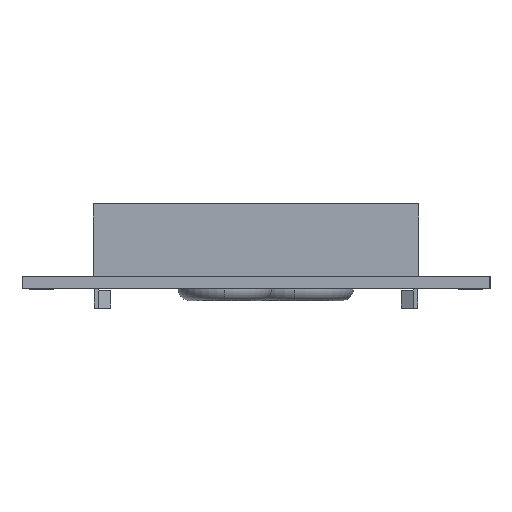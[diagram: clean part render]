
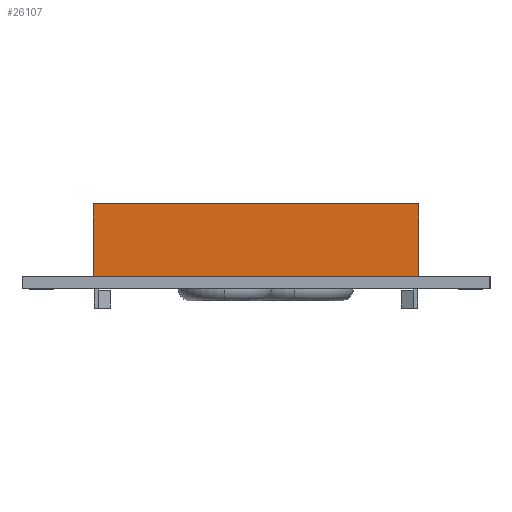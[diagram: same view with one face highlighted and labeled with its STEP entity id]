
A CAD part, left-side view. The second image highlights one B-rep face of the part: STEP entity #26107.
In plain terms, the highlighted planar face has unit normal (-1, 0, 0).
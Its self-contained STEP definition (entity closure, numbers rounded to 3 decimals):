
#616 = DIRECTION ( 'NONE',  ( 0., -1., 0. ) ) ;
#812 = VECTOR ( 'NONE', #19275, 1000. ) ;
#978 = LINE ( 'NONE', #23716, #21755 ) ;
#1167 = CARTESIAN_POINT ( 'NONE',  ( -43.65, 20.85, 1.6 ) ) ;
#2207 = LINE ( 'NONE', #13456, #12267 ) ;
#3530 = CARTESIAN_POINT ( 'NONE',  ( -43.65, 20.85, 1.6 ) ) ;
#3975 = EDGE_CURVE ( 'NONE', #16301, #5735, #2207, .T. ) ;
#5438 = DIRECTION ( 'NONE',  ( 0., 0., -1. ) ) ;
#5735 = VERTEX_POINT ( 'NONE', #13014 ) ;
#6156 = LINE ( 'NONE', #1167, #812 ) ;
#7280 = EDGE_CURVE ( 'NONE', #23325, #5735, #6156, .T. ) ;
#8544 = ORIENTED_EDGE ( 'NONE', *, *, #19402, .T. ) ;
#8618 = DIRECTION ( 'NONE',  ( 1., 0., 0. ) ) ;
#8966 = ORIENTED_EDGE ( 'NONE', *, *, #3975, .F. ) ;
#9974 = VECTOR ( 'NONE', #616, 1000. ) ;
#10611 = LINE ( 'NONE', #14636, #9974 ) ;
#12267 = VECTOR ( 'NONE', #5438, 1000. ) ;
#12886 = EDGE_CURVE ( 'NONE', #20011, #16301, #10611, .T. ) ;
#13014 = CARTESIAN_POINT ( 'NONE',  ( -43.65, -20.85, 1.6 ) ) ;
#13456 = CARTESIAN_POINT ( 'NONE',  ( -43.65, -20.85, 10.91 ) ) ;
#14636 = CARTESIAN_POINT ( 'NONE',  ( -43.65, 20.85, 10.91 ) ) ;
#14784 = ORIENTED_EDGE ( 'NONE', *, *, #12886, .F. ) ;
#15553 = FACE_OUTER_BOUND ( 'NONE', #25215, .T. ) ;
#16301 = VERTEX_POINT ( 'NONE', #18016 ) ;
#18016 = CARTESIAN_POINT ( 'NONE',  ( -43.65, -20.85, 10.91 ) ) ;
#18462 = CARTESIAN_POINT ( 'NONE',  ( -43.65, 20.85, 10.91 ) ) ;
#18989 = AXIS2_PLACEMENT_3D ( 'NONE', #20681, #8618, #22737 ) ;
#19275 = DIRECTION ( 'NONE',  ( 0., -1., 0. ) ) ;
#19402 = EDGE_CURVE ( 'NONE', #20011, #23325, #978, .T. ) ;
#20011 = VERTEX_POINT ( 'NONE', #18462 ) ;
#20117 = ORIENTED_EDGE ( 'NONE', *, *, #7280, .T. ) ;
#20584 = PLANE ( 'NONE',  #18989 ) ;
#20681 = CARTESIAN_POINT ( 'NONE',  ( -43.65, 20.85, 10.91 ) ) ;
#21755 = VECTOR ( 'NONE', #25745, 1000. ) ;
#22737 = DIRECTION ( 'NONE',  ( 0., 1., 0. ) ) ;
#23325 = VERTEX_POINT ( 'NONE', #3530 ) ;
#23716 = CARTESIAN_POINT ( 'NONE',  ( -43.65, 20.85, 10.91 ) ) ;
#25215 = EDGE_LOOP ( 'NONE', ( #20117, #8966, #14784, #8544 ) ) ;
#25745 = DIRECTION ( 'NONE',  ( 0., 0., -1. ) ) ;
#26107 = ADVANCED_FACE ( 'NONE', ( #15553 ), #20584, .F. ) ;
